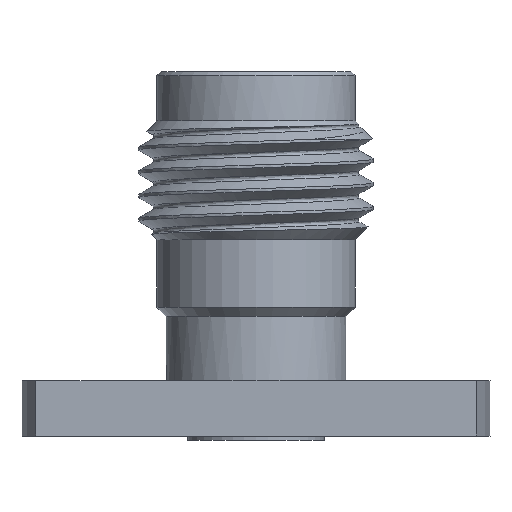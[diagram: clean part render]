
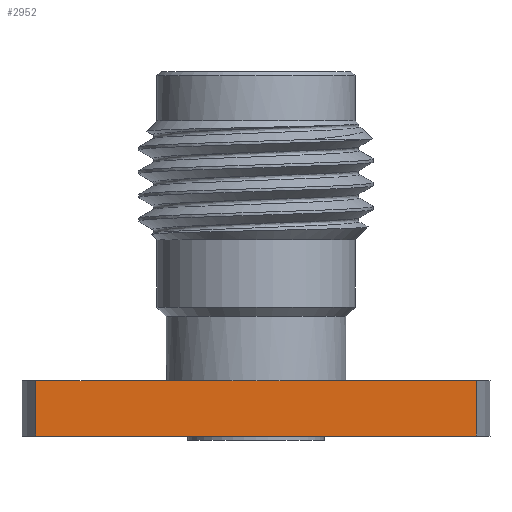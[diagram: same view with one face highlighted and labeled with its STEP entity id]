
A CAD part, left-side view. The second image highlights one B-rep face of the part: STEP entity #2952.
In plain terms, the highlighted planar face has unit normal (-1, 0, 0).
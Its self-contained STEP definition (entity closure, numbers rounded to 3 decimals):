
#17 = DIRECTION ( 'NONE',  ( 0., -1., 0. ) ) ;
#20 = EDGE_CURVE ( 'NONE', #282, #1784, #625, .T. ) ;
#77 = ORIENTED_EDGE ( 'NONE', *, *, #2022, .F. ) ;
#191 = FACE_OUTER_BOUND ( 'NONE', #1956, .T. ) ;
#226 = VECTOR ( 'NONE', #1100, 1000. ) ;
#264 = EDGE_CURVE ( 'NONE', #1630, #2244, #1903, .T. ) ;
#282 = VERTEX_POINT ( 'NONE', #2819 ) ;
#291 = VERTEX_POINT ( 'NONE', #2596 ) ;
#392 = DIRECTION ( 'NONE',  ( -1., 0., 0. ) ) ;
#409 = LINE ( 'NONE', #1611, #2832 ) ;
#415 = CARTESIAN_POINT ( 'NONE',  ( -2.415, 6.554, -1.65 ) ) ;
#451 = CARTESIAN_POINT ( 'NONE',  ( -2.415, -1.15, 0. ) ) ;
#459 = ORIENTED_EDGE ( 'NONE', *, *, #828, .T. ) ;
#625 = LINE ( 'NONE', #2567, #1135 ) ;
#649 = PLANE ( 'NONE',  #2203 ) ;
#686 = LINE ( 'NONE', #415, #2563 ) ;
#720 = EDGE_CURVE ( 'NONE', #1784, #291, #2488, .T. ) ;
#769 = CARTESIAN_POINT ( 'NONE',  ( -2.415, -6.554, 0. ) ) ;
#801 = CARTESIAN_POINT ( 'NONE',  ( -2.415, 6.554, -1.65 ) ) ;
#828 = EDGE_CURVE ( 'NONE', #2244, #291, #409, .T. ) ;
#931 = VECTOR ( 'NONE', #2496, 1000. ) ;
#1100 = DIRECTION ( 'NONE',  ( 0., -1., 0. ) ) ;
#1135 = VECTOR ( 'NONE', #17, 1000. ) ;
#1287 = ORIENTED_EDGE ( 'NONE', *, *, #264, .T. ) ;
#1402 = CARTESIAN_POINT ( 'NONE',  ( -2.415, -6.554, -1.65 ) ) ;
#1497 = ORIENTED_EDGE ( 'NONE', *, *, #2195, .F. ) ;
#1611 = CARTESIAN_POINT ( 'NONE',  ( -2.415, -6.554, -1.65 ) ) ;
#1630 = VERTEX_POINT ( 'NONE', #801 ) ;
#1784 = VERTEX_POINT ( 'NONE', #451 ) ;
#1822 = VERTEX_POINT ( 'NONE', #2840 ) ;
#1826 = ORIENTED_EDGE ( 'NONE', *, *, #20, .F. ) ;
#1903 = LINE ( 'NONE', #2096, #2069 ) ;
#1921 = CARTESIAN_POINT ( 'NONE',  ( -2.415, -6.554, -1.65 ) ) ;
#1956 = EDGE_LOOP ( 'NONE', ( #77, #1497, #1287, #459, #2666, #1826 ) ) ;
#2022 = EDGE_CURVE ( 'NONE', #1822, #282, #2682, .T. ) ;
#2049 = CARTESIAN_POINT ( 'NONE',  ( -2.415, -6.554, 0. ) ) ;
#2069 = VECTOR ( 'NONE', #2342, 1000. ) ;
#2096 = CARTESIAN_POINT ( 'NONE',  ( -2.415, -6.554, -1.65 ) ) ;
#2195 = EDGE_CURVE ( 'NONE', #1630, #1822, #686, .T. ) ;
#2203 = AXIS2_PLACEMENT_3D ( 'NONE', #1402, #392, #2338 ) ;
#2244 = VERTEX_POINT ( 'NONE', #1921 ) ;
#2338 = DIRECTION ( 'NONE',  ( 0., 0., 1. ) ) ;
#2342 = DIRECTION ( 'NONE',  ( 0., -1., 0. ) ) ;
#2352 = DIRECTION ( 'NONE',  ( 0., 0., 1. ) ) ;
#2488 = LINE ( 'NONE', #2049, #226 ) ;
#2496 = DIRECTION ( 'NONE',  ( 0., -1., 0. ) ) ;
#2563 = VECTOR ( 'NONE', #2635, 1000. ) ;
#2567 = CARTESIAN_POINT ( 'NONE',  ( -2.415, -6.554, 0. ) ) ;
#2596 = CARTESIAN_POINT ( 'NONE',  ( -2.415, -6.554, 0. ) ) ;
#2635 = DIRECTION ( 'NONE',  ( 0., 0., 1. ) ) ;
#2666 = ORIENTED_EDGE ( 'NONE', *, *, #720, .F. ) ;
#2682 = LINE ( 'NONE', #769, #931 ) ;
#2819 = CARTESIAN_POINT ( 'NONE',  ( -2.415, 1.15, 0. ) ) ;
#2832 = VECTOR ( 'NONE', #2352, 1000. ) ;
#2840 = CARTESIAN_POINT ( 'NONE',  ( -2.415, 6.554, 0. ) ) ;
#2952 = ADVANCED_FACE ( 'NONE', ( #191 ), #649, .T. ) ;
